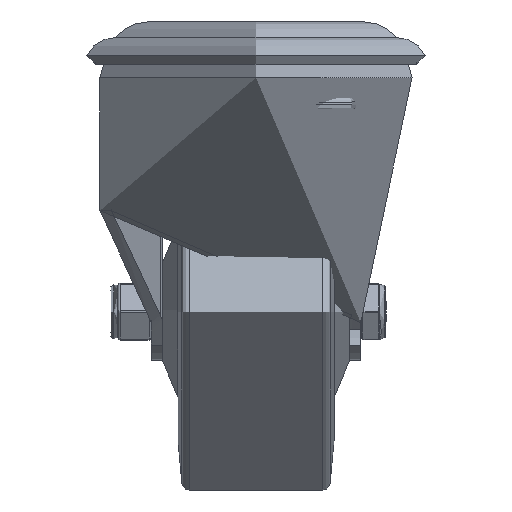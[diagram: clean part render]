
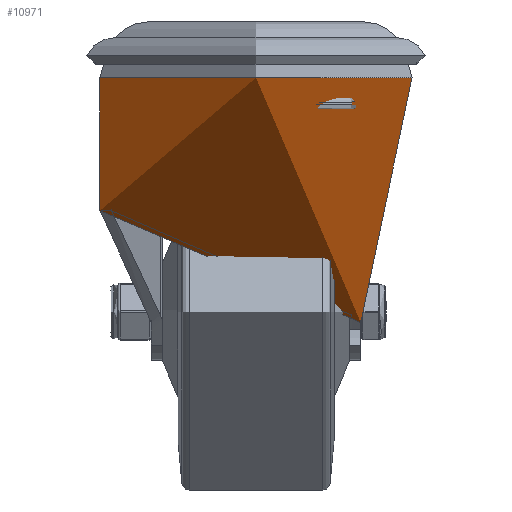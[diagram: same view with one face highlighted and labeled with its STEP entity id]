
A CAD part, left-side view. The second image highlights one B-rep face of the part: STEP entity #10971.
In plain terms, the highlighted cylindrical face has radius 35 mm (diameter 70 mm), a full revolution.
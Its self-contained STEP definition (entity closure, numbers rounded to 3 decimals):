
#709=LINE('',#15909,#1398);
#721=LINE('',#16065,#1410);
#722=LINE('',#16124,#1411);
#1398=VECTOR('',#12962,10.);
#1410=VECTOR('',#12986,35.);
#1411=VECTOR('',#12989,10.);
#2073=CYLINDRICAL_SURFACE('',#11860,35.);
#2261=FACE_OUTER_BOUND('',#2961,.T.);
#2961=EDGE_LOOP('',(#7574,#7575,#7576,#7577,#7578,#7579,#7580,#7581,#7582,
#7583));
#3798=CIRCLE('',#11861,35.);
#3799=CIRCLE('',#11862,35.);
#4255=B_SPLINE_CURVE_WITH_KNOTS('',3,(#15887,#15888,#15889,#15890,#15891,
#15892,#15893,#15894,#15895,#15896,#15897,#15898),.UNSPECIFIED.,.F.,.F.,
(4,2,2,2,2,4),(0.852,0.903,0.953,1.055,
1.17,1.286),.UNSPECIFIED.);
#4266=B_SPLINE_CURVE_WITH_KNOTS('',3,(#16066,#16067,#16068,#16069,#16070,
#16071,#16072,#16073,#16074,#16075,#16076,#16077,#16078,#16079,#16080,#16081,
#16082,#16083,#16084,#16085,#16086,#16087,#16088,#16089,#16090,#16091,#16092,
#16093,#16094,#16095,#16096,#16097,#16098,#16099,#16100,#16101,#16102,#16103,
#16104,#16105,#16106,#16107),.UNSPECIFIED.,.F.,.F.,(4,2,2,2,2,2,2,2,2,2,
2,2,2,2,2,2,2,2,2,2,4),(-21.93,-21.074,-20.136,
-19.198,-18.26,-17.429,-16.597,
-15.765,-14.934,-14.285,-13.637,
-12.989,-12.341,-11.693,-11.045,
-10.397,-9.749,-8.917,-8.086,
-7.254,-6.422),.UNSPECIFIED.);
#4267=B_SPLINE_CURVE_WITH_KNOTS('',3,(#16111,#16112,#16113,#16114,#16115,
#16116,#16117,#16118,#16119,#16120,#16121,#16122),.UNSPECIFIED.,.F.,.F.,
(4,2,2,2,2,4),(-0.434,-0.318,-0.203,
-0.101,-0.051,0.),.UNSPECIFIED.);
#4268=B_SPLINE_CURVE_WITH_KNOTS('',3,(#16125,#16126,#16127,#16128,#16129,
#16130,#16131,#16132,#16133,#16134),.UNSPECIFIED.,.F.,.F.,(4,2,2,2,4),(-6.422,
-5.485,-4.547,-3.609,-2.753),
 .UNSPECIFIED.);
#4768=VERTEX_POINT('',#15884);
#4769=VERTEX_POINT('',#15886);
#4772=VERTEX_POINT('',#15908);
#4797=VERTEX_POINT('',#16062);
#4798=VERTEX_POINT('',#16064);
#4799=VERTEX_POINT('',#16108);
#4800=VERTEX_POINT('',#16110);
#4801=VERTEX_POINT('',#16123);
#5864=EDGE_CURVE('',#4768,#4769,#4255,.F.);
#5870=EDGE_CURVE('',#4772,#4769,#709,.T.);
#5896=EDGE_CURVE('',#4797,#4797,#3798,.T.);
#5897=EDGE_CURVE('',#4797,#4798,#721,.T.);
#5898=EDGE_CURVE('',#4798,#4772,#4266,.F.);
#5899=EDGE_CURVE('',#4768,#4799,#3799,.T.);
#5900=EDGE_CURVE('',#4800,#4799,#4267,.F.);
#5901=EDGE_CURVE('',#4800,#4801,#722,.T.);
#5902=EDGE_CURVE('',#4801,#4798,#4268,.F.);
#7574=ORIENTED_EDGE('',*,*,#5896,.F.);
#7575=ORIENTED_EDGE('',*,*,#5897,.T.);
#7576=ORIENTED_EDGE('',*,*,#5898,.T.);
#7577=ORIENTED_EDGE('',*,*,#5870,.T.);
#7578=ORIENTED_EDGE('',*,*,#5864,.F.);
#7579=ORIENTED_EDGE('',*,*,#5899,.T.);
#7580=ORIENTED_EDGE('',*,*,#5900,.F.);
#7581=ORIENTED_EDGE('',*,*,#5901,.T.);
#7582=ORIENTED_EDGE('',*,*,#5902,.T.);
#7583=ORIENTED_EDGE('',*,*,#5897,.F.);
#10971=ADVANCED_FACE('',(#2261),#2073,.T.);
#11860=AXIS2_PLACEMENT_3D('',#16061,#12982,#12983);
#11861=AXIS2_PLACEMENT_3D('',#16063,#12984,#12985);
#11862=AXIS2_PLACEMENT_3D('',#16109,#12987,#12988);
#12962=DIRECTION('',(0.,0.,1.));
#12982=DIRECTION('center_axis',(0.,0.,1.));
#12983=DIRECTION('ref_axis',(0.,-1.,0.));
#12984=DIRECTION('center_axis',(0.,0.,1.));
#12985=DIRECTION('ref_axis',(0.,-1.,0.));
#12986=DIRECTION('',(0.,0.,-1.));
#12987=DIRECTION('center_axis',(0.,0.,1.));
#12988=DIRECTION('ref_axis',(0.,-1.,0.));
#12989=DIRECTION('',(0.,0.,-1.));
#15884=CARTESIAN_POINT('',(28.,-21.,-4.008));
#15886=CARTESIAN_POINT('',(25.937,-23.5,-6.508));
#15887=CARTESIAN_POINT('Ctrl Pts',(25.937,-23.5,-6.508));
#15888=CARTESIAN_POINT('Ctrl Pts',(25.937,-23.5,-6.339));
#15889=CARTESIAN_POINT('Ctrl Pts',(25.953,-23.483,-6.168));
#15890=CARTESIAN_POINT('Ctrl Pts',(26.016,-23.413,-5.833));
#15891=CARTESIAN_POINT('Ctrl Pts',(26.062,-23.361,-5.671));
#15892=CARTESIAN_POINT('Ctrl Pts',(26.239,-23.163,-5.211));
#15893=CARTESIAN_POINT('Ctrl Pts',(26.407,-22.972,-4.945));
#15894=CARTESIAN_POINT('Ctrl Pts',(26.782,-22.535,-4.507));
#15895=CARTESIAN_POINT('Ctrl Pts',(27.021,-22.25,-4.318));
#15896=CARTESIAN_POINT('Ctrl Pts',(27.514,-21.636,-4.068));
#15897=CARTESIAN_POINT('Ctrl Pts',(27.769,-21.308,-4.008));
#15898=CARTESIAN_POINT('Ctrl Pts',(28.,-21.,-4.008));
#15908=CARTESIAN_POINT('',(25.937,-23.5,-57.905));
#15909=CARTESIAN_POINT('',(25.937,-23.5,-66.511));
#16061=CARTESIAN_POINT('Origin',(0.,0.,-66.511));
#16062=CARTESIAN_POINT('',(0.,35.,-3.009));
#16063=CARTESIAN_POINT('Origin',(0.,0.,-3.009));
#16064=CARTESIAN_POINT('',(0.,35.,-32.843));
#16065=CARTESIAN_POINT('',(0.,35.,-66.511));
#16066=CARTESIAN_POINT('Ctrl Pts',(25.937,-23.5,-57.905));
#16067=CARTESIAN_POINT('Ctrl Pts',(24.391,-25.206,-56.192));
#16068=CARTESIAN_POINT('Ctrl Pts',(22.677,-26.759,-54.338));
#16069=CARTESIAN_POINT('Ctrl Pts',(18.807,-29.625,-50.287));
#16070=CARTESIAN_POINT('Ctrl Pts',(16.624,-30.902,-48.075));
#16071=CARTESIAN_POINT('Ctrl Pts',(12.056,-32.953,-43.617));
#16072=CARTESIAN_POINT('Ctrl Pts',(9.67,-33.728,-41.371));
#16073=CARTESIAN_POINT('Ctrl Pts',(4.837,-34.752,-36.991));
#16074=CARTESIAN_POINT('Ctrl Pts',(2.391,-35.,-34.856));
#16075=CARTESIAN_POINT('Ctrl Pts',(-2.121,-35.,-31.057));
#16076=CARTESIAN_POINT('Ctrl Pts',(-4.358,-34.805,
-29.231));
#16077=CARTESIAN_POINT('Ctrl Pts',(-8.903,-33.928,-25.65));
#16078=CARTESIAN_POINT('Ctrl Pts',(-11.209,-33.246,
-23.894));
#16079=CARTESIAN_POINT('Ctrl Pts',(-15.716,-31.368,-20.574));
#16080=CARTESIAN_POINT('Ctrl Pts',(-17.919,-30.17,-19.007));
#16081=CARTESIAN_POINT('Ctrl Pts',(-22.053,-27.295,-16.151));
#16082=CARTESIAN_POINT('Ctrl Pts',(-23.983,-25.617,
-14.862));
#16083=CARTESIAN_POINT('Ctrl Pts',(-27.044,-22.306,
-12.863));
#16084=CARTESIAN_POINT('Ctrl Pts',(-28.333,-20.659,
-12.039));
#16085=CARTESIAN_POINT('Ctrl Pts',(-30.643,-17.046,
-10.586));
#16086=CARTESIAN_POINT('Ctrl Pts',(-31.663,-15.079,-9.957));
#16087=CARTESIAN_POINT('Ctrl Pts',(-33.319,-10.946,
-8.947));
#16088=CARTESIAN_POINT('Ctrl Pts',(-33.956,-8.775,
-8.564));
#16089=CARTESIAN_POINT('Ctrl Pts',(-34.796,-4.382,
-8.06));
#16090=CARTESIAN_POINT('Ctrl Pts',(-35.,-2.16,-7.94));
#16091=CARTESIAN_POINT('Ctrl Pts',(-35.,2.16,-7.94));
#16092=CARTESIAN_POINT('Ctrl Pts',(-34.796,4.382,-8.06));
#16093=CARTESIAN_POINT('Ctrl Pts',(-33.956,8.775,-8.564));
#16094=CARTESIAN_POINT('Ctrl Pts',(-33.319,10.946,-8.947));
#16095=CARTESIAN_POINT('Ctrl Pts',(-31.663,15.079,-9.957));
#16096=CARTESIAN_POINT('Ctrl Pts',(-30.643,17.046,-10.586));
#16097=CARTESIAN_POINT('Ctrl Pts',(-28.333,20.659,-12.039));
#16098=CARTESIAN_POINT('Ctrl Pts',(-27.044,22.306,-12.863));
#16099=CARTESIAN_POINT('Ctrl Pts',(-23.983,25.617,-14.862));
#16100=CARTESIAN_POINT('Ctrl Pts',(-22.053,27.295,-16.151));
#16101=CARTESIAN_POINT('Ctrl Pts',(-17.919,30.17,-19.007));
#16102=CARTESIAN_POINT('Ctrl Pts',(-15.716,31.368,-20.574));
#16103=CARTESIAN_POINT('Ctrl Pts',(-11.209,33.246,-23.894));
#16104=CARTESIAN_POINT('Ctrl Pts',(-8.903,33.928,-25.65));
#16105=CARTESIAN_POINT('Ctrl Pts',(-4.358,34.805,-29.231));
#16106=CARTESIAN_POINT('Ctrl Pts',(-2.121,35.,-31.057));
#16107=CARTESIAN_POINT('Ctrl Pts',(0.,35.,-32.843));
#16108=CARTESIAN_POINT('',(28.,21.,-4.008));
#16109=CARTESIAN_POINT('Origin',(0.,0.,-4.008));
#16110=CARTESIAN_POINT('',(25.937,23.5,-6.508));
#16111=CARTESIAN_POINT('Ctrl Pts',(28.,21.,-4.008));
#16112=CARTESIAN_POINT('Ctrl Pts',(27.769,21.308,-4.008));
#16113=CARTESIAN_POINT('Ctrl Pts',(27.514,21.636,-4.068));
#16114=CARTESIAN_POINT('Ctrl Pts',(27.021,22.25,-4.318));
#16115=CARTESIAN_POINT('Ctrl Pts',(26.782,22.535,-4.507));
#16116=CARTESIAN_POINT('Ctrl Pts',(26.407,22.972,-4.945));
#16117=CARTESIAN_POINT('Ctrl Pts',(26.239,23.163,-5.211));
#16118=CARTESIAN_POINT('Ctrl Pts',(26.062,23.361,-5.671));
#16119=CARTESIAN_POINT('Ctrl Pts',(26.016,23.413,-5.833));
#16120=CARTESIAN_POINT('Ctrl Pts',(25.953,23.483,-6.168));
#16121=CARTESIAN_POINT('Ctrl Pts',(25.937,23.5,-6.339));
#16122=CARTESIAN_POINT('Ctrl Pts',(25.937,23.5,-6.508));
#16123=CARTESIAN_POINT('',(25.937,23.5,-57.905));
#16124=CARTESIAN_POINT('',(25.937,23.5,-66.511));
#16125=CARTESIAN_POINT('Ctrl Pts',(0.,35.,-32.843));
#16126=CARTESIAN_POINT('Ctrl Pts',(2.391,35.,-34.856));
#16127=CARTESIAN_POINT('Ctrl Pts',(4.837,34.752,-36.991));
#16128=CARTESIAN_POINT('Ctrl Pts',(9.67,33.728,-41.371));
#16129=CARTESIAN_POINT('Ctrl Pts',(12.056,32.953,-43.617));
#16130=CARTESIAN_POINT('Ctrl Pts',(16.624,30.902,-48.075));
#16131=CARTESIAN_POINT('Ctrl Pts',(18.807,29.625,-50.287));
#16132=CARTESIAN_POINT('Ctrl Pts',(22.677,26.759,-54.338));
#16133=CARTESIAN_POINT('Ctrl Pts',(24.391,25.206,-56.192));
#16134=CARTESIAN_POINT('Ctrl Pts',(25.937,23.5,-57.905));
